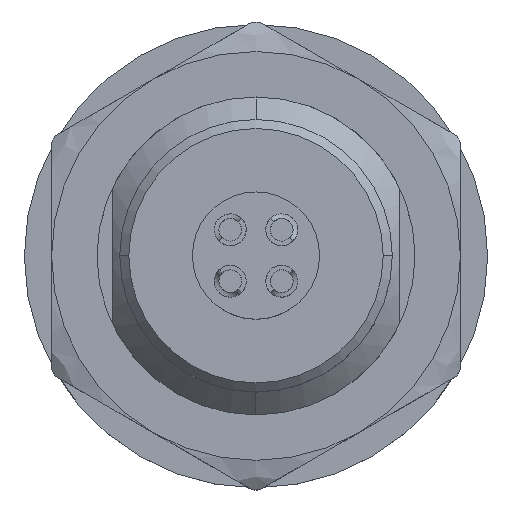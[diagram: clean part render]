
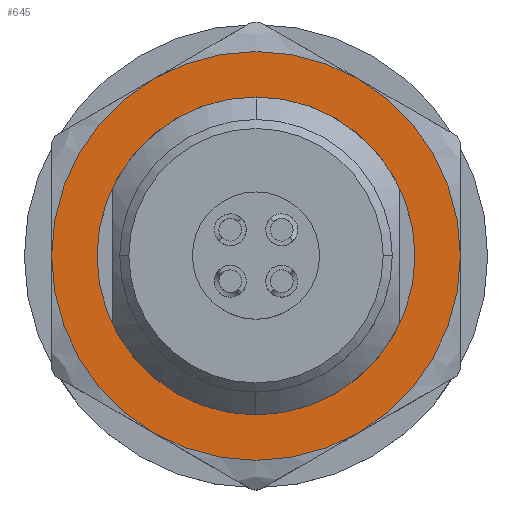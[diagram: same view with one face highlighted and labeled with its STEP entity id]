
A CAD part, top view. The second image highlights one B-rep face of the part: STEP entity #645.
In plain terms, the highlighted planar face has unit normal (0, 0, 1).
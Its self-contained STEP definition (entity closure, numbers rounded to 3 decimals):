
#645=ADVANCED_FACE('',(#1279,#1280),#1281,.T.);
#1279=FACE_OUTER_BOUND('',#2527,.T.);
#1280=FACE_BOUND('',#2528,.T.);
#1281=PLANE('',#2529);
#2527=EDGE_LOOP('',(#4397,#4398,#4399,#4400,#4401,#4402));
#2528=EDGE_LOOP('',(#4403,#4404));
#2529=AXIS2_PLACEMENT_3D('',#4405,#4406,#4407);
#4397=ORIENTED_EDGE('',*,*,#5108,.T.);
#4398=ORIENTED_EDGE('',*,*,#5115,.T.);
#4399=ORIENTED_EDGE('',*,*,#5118,.T.);
#4400=ORIENTED_EDGE('',*,*,#5125,.T.);
#4401=ORIENTED_EDGE('',*,*,#5105,.T.);
#4402=ORIENTED_EDGE('',*,*,#5100,.T.);
#4403=ORIENTED_EDGE('',*,*,#5093,.T.);
#4404=ORIENTED_EDGE('',*,*,#5227,.T.);
#4405=CARTESIAN_POINT('',(0.,0.,9.5));
#4406=DIRECTION('',(0.,0.,1.0));
#4407=DIRECTION('',(1.0,0.,0.));
#5093=EDGE_CURVE('',#6238,#6235,#6239,.T.);
#5100=EDGE_CURVE('',#6245,#6249,#6251,.T.);
#5105=EDGE_CURVE('',#6254,#6245,#6259,.T.);
#5108=EDGE_CURVE('',#6249,#6261,#6264,.T.);
#5115=EDGE_CURVE('',#6261,#6273,#6275,.T.);
#5118=EDGE_CURVE('',#6273,#6277,#6280,.T.);
#5125=EDGE_CURVE('',#6277,#6254,#6290,.T.);
#5227=EDGE_CURVE('',#6235,#6238,#6434,.T.);
#6235=VERTEX_POINT('',#8632);
#6238=VERTEX_POINT('',#8636);
#6239=CIRCLE('',#8637,3.5);
#6245=VERTEX_POINT('',#8644);
#6249=VERTEX_POINT('',#8657);
#6251=CIRCLE('',#8671,4.5);
#6254=VERTEX_POINT('',#8674);
#6259=CIRCLE('',#8700,4.5);
#6261=VERTEX_POINT('',#8702);
#6264=CIRCLE('',#8717,4.5);
#6273=VERTEX_POINT('',#8744);
#6275=CIRCLE('',#8758,4.5);
#6277=VERTEX_POINT('',#8760);
#6280=CIRCLE('',#8775,4.5);
#6290=CIRCLE('',#8815,4.5);
#6434=CIRCLE('',#9121,3.5);
#8632=CARTESIAN_POINT('',(-3.5,0.,9.5));
#8636=CARTESIAN_POINT('',(3.5,0.,9.5));
#8637=AXIS2_PLACEMENT_3D('',#9665,#9666,#9667);
#8644=CARTESIAN_POINT('',(2.25,3.897,9.5));
#8657=CARTESIAN_POINT('',(-2.25,3.897,9.5));
#8671=AXIS2_PLACEMENT_3D('',#9675,#9676,#9677);
#8674=CARTESIAN_POINT('',(4.5,0.,9.5));
#8700=AXIS2_PLACEMENT_3D('',#9681,#9682,#9683);
#8702=CARTESIAN_POINT('',(-4.5,0.,9.5));
#8717=AXIS2_PLACEMENT_3D('',#9684,#9685,#9686);
#8744=CARTESIAN_POINT('',(-2.25,-3.897,9.5));
#8758=AXIS2_PLACEMENT_3D('',#9693,#9694,#9695);
#8760=CARTESIAN_POINT('',(2.25,-3.897,9.5));
#8775=AXIS2_PLACEMENT_3D('',#9696,#9697,#9698);
#8815=AXIS2_PLACEMENT_3D('',#9705,#9706,#9707);
#9121=AXIS2_PLACEMENT_3D('',#9819,#9820,#9821);
#9665=CARTESIAN_POINT('',(0.,0.,9.5));
#9666=DIRECTION('',(0.,0.,-1.0));
#9667=DIRECTION('',(-1.0,0.,0.));
#9675=CARTESIAN_POINT('',(0.,0.,9.5));
#9676=DIRECTION('',(0.,0.,1.0));
#9677=DIRECTION('',(1.0,0.,0.));
#9681=CARTESIAN_POINT('',(0.,0.,9.5));
#9682=DIRECTION('',(0.,0.,1.0));
#9683=DIRECTION('',(1.0,0.,0.));
#9684=CARTESIAN_POINT('',(0.,0.,9.5));
#9685=DIRECTION('',(0.,0.,1.0));
#9686=DIRECTION('',(1.0,0.,0.));
#9693=CARTESIAN_POINT('',(0.,0.,9.5));
#9694=DIRECTION('',(0.,0.,1.0));
#9695=DIRECTION('',(1.0,0.,0.));
#9696=CARTESIAN_POINT('',(0.,0.,9.5));
#9697=DIRECTION('',(0.,0.,1.0));
#9698=DIRECTION('',(1.0,0.,0.));
#9705=CARTESIAN_POINT('',(0.,0.,9.5));
#9706=DIRECTION('',(0.,0.,1.0));
#9707=DIRECTION('',(1.0,0.,0.));
#9819=CARTESIAN_POINT('',(0.,0.,9.5));
#9820=DIRECTION('',(0.,0.,-1.0));
#9821=DIRECTION('',(-1.0,0.,0.));
